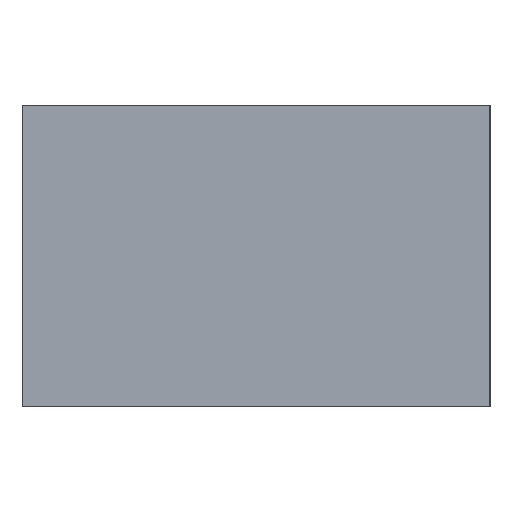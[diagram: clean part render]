
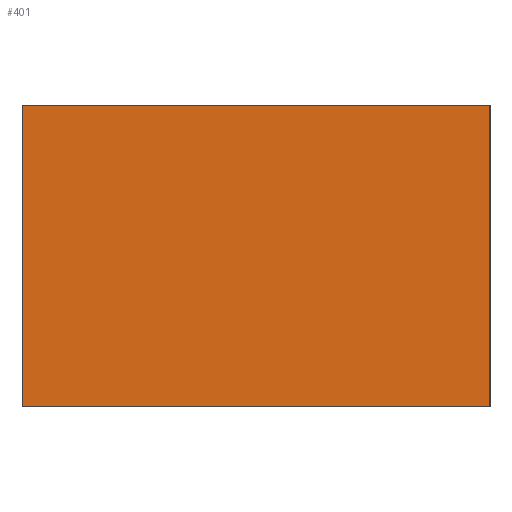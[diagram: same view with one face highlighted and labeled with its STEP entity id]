
A CAD part, left-side view. The second image highlights one B-rep face of the part: STEP entity #401.
In plain terms, the highlighted planar face has unit normal (-1, 0, 0).
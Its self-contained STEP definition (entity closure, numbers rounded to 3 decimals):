
#29=PLANE('',#441);
#50=FACE_OUTER_BOUND('',#72,.T.);
#72=EDGE_LOOP('',(#315,#316,#317,#318));
#111=LINE('',#619,#161);
#112=LINE('',#621,#162);
#113=LINE('',#623,#163);
#114=LINE('',#624,#164);
#161=VECTOR('',#505,10.);
#162=VECTOR('',#506,10.);
#163=VECTOR('',#507,10.);
#164=VECTOR('',#508,10.);
#214=VERTEX_POINT('',#617);
#215=VERTEX_POINT('',#618);
#216=VERTEX_POINT('',#620);
#217=VERTEX_POINT('',#622);
#255=EDGE_CURVE('',#214,#215,#111,.T.);
#256=EDGE_CURVE('',#214,#216,#112,.T.);
#257=EDGE_CURVE('',#217,#216,#113,.T.);
#258=EDGE_CURVE('',#215,#217,#114,.T.);
#315=ORIENTED_EDGE('',*,*,#255,.F.);
#316=ORIENTED_EDGE('',*,*,#256,.T.);
#317=ORIENTED_EDGE('',*,*,#257,.F.);
#318=ORIENTED_EDGE('',*,*,#258,.F.);
#401=ADVANCED_FACE('',(#50),#29,.T.);
#441=AXIS2_PLACEMENT_3D('',#616,#503,#504);
#503=DIRECTION('center_axis',(-1.,0.,0.));
#504=DIRECTION('ref_axis',(0.,-1.,0.));
#505=DIRECTION('',(0.,1.,0.));
#506=DIRECTION('',(0.,0.,1.));
#507=DIRECTION('',(0.,-1.,0.));
#508=DIRECTION('',(0.,0.,1.));
#616=CARTESIAN_POINT('Origin',(-13.,25.63,0.));
#617=CARTESIAN_POINT('',(-13.,13.63,0.));
#618=CARTESIAN_POINT('',(-13.,25.63,0.));
#619=CARTESIAN_POINT('',(-13.,13.63,0.));
#620=CARTESIAN_POINT('',(-13.,13.63,7.7));
#621=CARTESIAN_POINT('',(-13.,13.63,0.));
#622=CARTESIAN_POINT('',(-13.,25.63,7.7));
#623=CARTESIAN_POINT('',(-13.,13.63,7.7));
#624=CARTESIAN_POINT('',(-13.,25.63,0.));
